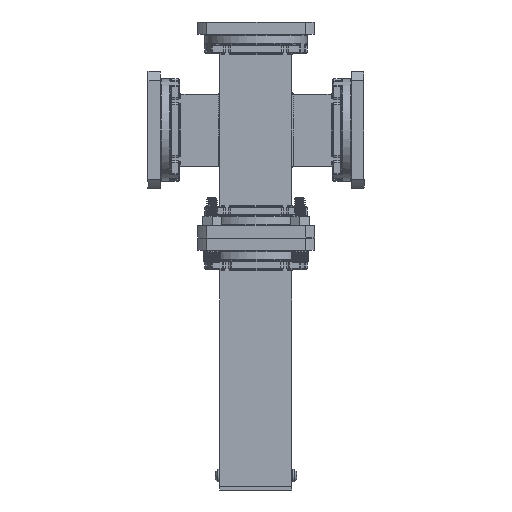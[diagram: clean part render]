
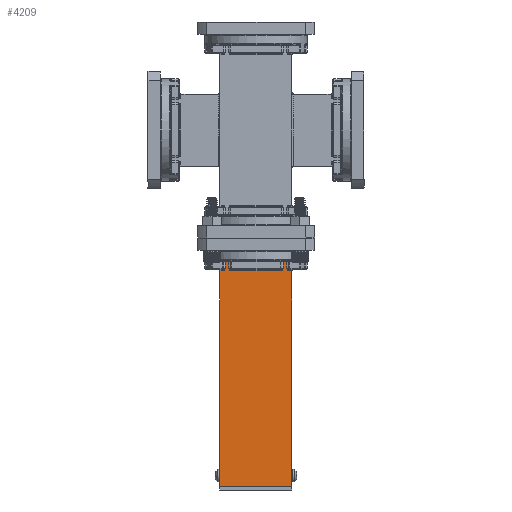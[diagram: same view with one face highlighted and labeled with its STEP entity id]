
A CAD part, front view. The second image highlights one B-rep face of the part: STEP entity #4209.
In plain terms, the highlighted planar face has unit normal (0, -1, 0).
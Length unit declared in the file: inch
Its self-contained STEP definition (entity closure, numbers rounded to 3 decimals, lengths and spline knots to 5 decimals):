
#248 = VERTEX_POINT ( 'NONE', #65691 ) ;
#551 = ORIENTED_EDGE ( 'NONE', *, *, #11686, .T. ) ;
#1426 = EDGE_CURVE ( 'NONE', #57490, #69820, #35569, .T. ) ;
#2348 = CARTESIAN_POINT ( 'NONE',  ( 0.37625, -0.25, -1.8125 ) ) ;
#2581 = EDGE_CURVE ( 'NONE', #67598, #248, #68135, .T. ) ;
#3034 = CIRCLE ( 'NONE', #64789, 0.04 ) ;
#3250 = AXIS2_PLACEMENT_3D ( 'NONE', #49868, #42345, #79170 ) ;
#3431 = VERTEX_POINT ( 'NONE', #72086 ) ;
#4066 = DIRECTION ( 'NONE',  ( 0., 0., 1. ) ) ;
#4209 = ADVANCED_FACE ( 'NONE', ( #77287 ), #64525, .F. ) ;
#4637 = CARTESIAN_POINT ( 'NONE',  ( 0.37625, -0.25, -1.8325 ) ) ;
#5812 = DIRECTION ( 'NONE',  ( 1., 0., 0. ) ) ;
#7111 = CARTESIAN_POINT ( 'NONE',  ( 0.33625, -0.25, -1.9575 ) ) ;
#7568 = VERTEX_POINT ( 'NONE', #50666 ) ;
#8053 = CARTESIAN_POINT ( 'NONE',  ( -0.37625, -0.25, -1.9375 ) ) ;
#9419 = CIRCLE ( 'NONE', #30513, 0.04 ) ;
#9798 = EDGE_CURVE ( 'NONE', #75399, #19287, #41248, .T. ) ;
#9841 = CARTESIAN_POINT ( 'NONE',  ( -0.37625, -0.25, -1.9175 ) ) ;
#11686 = EDGE_CURVE ( 'NONE', #16377, #20552, #67089, .T. ) ;
#11696 = DIRECTION ( 'NONE',  ( 0., 0., 1. ) ) ;
#11707 = DIRECTION ( 'NONE',  ( 0., 0., 1. ) ) ;
#12885 = VECTOR ( 'NONE', #60776, 39.37008 ) ;
#15282 = LINE ( 'NONE', #72447, #17153 ) ;
#16377 = VERTEX_POINT ( 'NONE', #22372 ) ;
#17140 = CARTESIAN_POINT ( 'NONE',  ( -0.43, -0.25, -1.8125 ) ) ;
#17153 = VECTOR ( 'NONE', #65831, 39.37008 ) ;
#17224 = VECTOR ( 'NONE', #45558, 39.37008 ) ;
#17575 = VECTOR ( 'NONE', #61521, 39.37008 ) ;
#18167 = ORIENTED_EDGE ( 'NONE', *, *, #86577, .F. ) ;
#18252 = CARTESIAN_POINT ( 'NONE',  ( 0.43, -0.25, -1.9375 ) ) ;
#18416 = ORIENTED_EDGE ( 'NONE', *, *, #77419, .F. ) ;
#18945 = VERTEX_POINT ( 'NONE', #21994 ) ;
#19007 = CARTESIAN_POINT ( 'NONE',  ( 0.45, -0.25, -1.8325 ) ) ;
#19251 = CARTESIAN_POINT ( 'NONE',  ( -0.43, -0.25, -1.9175 ) ) ;
#19287 = VERTEX_POINT ( 'NONE', #80387 ) ;
#20316 = EDGE_CURVE ( 'NONE', #18945, #54724, #81939, .T. ) ;
#20552 = VERTEX_POINT ( 'NONE', #79478 ) ;
#21994 = CARTESIAN_POINT ( 'NONE',  ( -0.5, -0.25, -1.9575 ) ) ;
#22372 = CARTESIAN_POINT ( 'NONE',  ( 0.47, -0.25, -1.9575 ) ) ;
#23342 = VECTOR ( 'NONE', #26204, 39.37008 ) ;
#23626 = ORIENTED_EDGE ( 'NONE', *, *, #9798, .F. ) ;
#25267 = CARTESIAN_POINT ( 'NONE',  ( 0.35625, -0.25, -1.9575 ) ) ;
#25872 = DIRECTION ( 'NONE',  ( 0., 1., 0. ) ) ;
#25939 = DIRECTION ( 'NONE',  ( 0., 0., 1. ) ) ;
#26204 = DIRECTION ( 'NONE',  ( 1., 0., 0. ) ) ;
#26969 = ORIENTED_EDGE ( 'NONE', *, *, #1426, .F. ) ;
#28851 = LINE ( 'NONE', #8053, #69652 ) ;
#29057 = EDGE_CURVE ( 'NONE', #57490, #3431, #55469, .T. ) ;
#29533 = EDGE_CURVE ( 'NONE', #74024, #33496, #56641, .T. ) ;
#30513 = AXIS2_PLACEMENT_3D ( 'NONE', #74554, #53778, #67497 ) ;
#31835 = CARTESIAN_POINT ( 'NONE',  ( 0.5, -0.25, -4.95 ) ) ;
#33028 = CARTESIAN_POINT ( 'NONE',  ( 0.47, -0.25, -1.9175 ) ) ;
#33496 = VERTEX_POINT ( 'NONE', #7111 ) ;
#33511 = CIRCLE ( 'NONE', #63614, 0.04 ) ;
#33932 = VECTOR ( 'NONE', #5812, 39.37008 ) ;
#34217 = LINE ( 'NONE', #47442, #23342 ) ;
#34896 = CARTESIAN_POINT ( 'NONE',  ( -0.5, -0.25, -4.95 ) ) ;
#35569 = LINE ( 'NONE', #36455, #43123 ) ;
#36455 = CARTESIAN_POINT ( 'NONE',  ( 0.5, -0.25, -4.95 ) ) ;
#38206 = EDGE_CURVE ( 'NONE', #55313, #75399, #38878, .T. ) ;
#38553 = EDGE_CURVE ( 'NONE', #74024, #43335, #3034, .T. ) ;
#38878 = LINE ( 'NONE', #17140, #82816 ) ;
#41248 = LINE ( 'NONE', #62499, #33932 ) ;
#42345 = DIRECTION ( 'NONE',  ( 0., 1., 0. ) ) ;
#42373 = VECTOR ( 'NONE', #4066, 39.37008 ) ;
#43123 = VECTOR ( 'NONE', #65729, 39.37008 ) ;
#43335 = VERTEX_POINT ( 'NONE', #9841 ) ;
#43490 = CARTESIAN_POINT ( 'NONE',  ( -0.33625, -0.25, -1.9175 ) ) ;
#44887 = DIRECTION ( 'NONE',  ( 0., 0., 1. ) ) ;
#45558 = DIRECTION ( 'NONE',  ( 1., 0., 0. ) ) ;
#46690 = ORIENTED_EDGE ( 'NONE', *, *, #88399, .F. ) ;
#47442 = CARTESIAN_POINT ( 'NONE',  ( 0.35625, -0.25, -1.9575 ) ) ;
#49868 = CARTESIAN_POINT ( 'NONE',  ( 0.5, -0.25, -5. ) ) ;
#50666 = CARTESIAN_POINT ( 'NONE',  ( 0.37625, -0.25, -1.9175 ) ) ;
#51960 = EDGE_CURVE ( 'NONE', #7568, #33496, #9419, .T. ) ;
#52379 = ORIENTED_EDGE ( 'NONE', *, *, #29057, .T. ) ;
#53778 = DIRECTION ( 'NONE',  ( 0., 1., 0. ) ) ;
#54547 = CARTESIAN_POINT ( 'NONE',  ( 0.5, -0.25, -5. ) ) ;
#54724 = VERTEX_POINT ( 'NONE', #89028 ) ;
#55313 = VERTEX_POINT ( 'NONE', #19251 ) ;
#55469 = LINE ( 'NONE', #54547, #42373 ) ;
#55611 = EDGE_LOOP ( 'NONE', ( #68311, #75200, #26969, #52379, #64453, #551, #18167, #82695, #46690, #90123, #82746, #61087, #18416, #23626, #73587, #58069 ) ) ;
#56094 = EDGE_CURVE ( 'NONE', #69820, #18945, #15282, .T. ) ;
#56641 = LINE ( 'NONE', #64191, #62004 ) ;
#57490 = VERTEX_POINT ( 'NONE', #31835 ) ;
#58069 = ORIENTED_EDGE ( 'NONE', *, *, #66512, .T. ) ;
#60776 = DIRECTION ( 'NONE',  ( 0., 0., -1. ) ) ;
#61070 = DIRECTION ( 'NONE',  ( 0., 0., 1. ) ) ;
#61087 = ORIENTED_EDGE ( 'NONE', *, *, #38553, .T. ) ;
#61521 = DIRECTION ( 'NONE',  ( 1., 0., 0. ) ) ;
#61761 = LINE ( 'NONE', #2348, #83986 ) ;
#61817 = DIRECTION ( 'NONE',  ( 0., 1., 0. ) ) ;
#62004 = VECTOR ( 'NONE', #84955, 39.37008 ) ;
#62499 = CARTESIAN_POINT ( 'NONE',  ( -0.35625, -0.25, -1.8325 ) ) ;
#63614 = AXIS2_PLACEMENT_3D ( 'NONE', #82998, #25872, #11696 ) ;
#64191 = CARTESIAN_POINT ( 'NONE',  ( 0.35625, -0.25, -1.9575 ) ) ;
#64453 = ORIENTED_EDGE ( 'NONE', *, *, #70449, .F. ) ;
#64525 = PLANE ( 'NONE',  #3250 ) ;
#64789 = AXIS2_PLACEMENT_3D ( 'NONE', #43490, #74639, #44887 ) ;
#65691 = CARTESIAN_POINT ( 'NONE',  ( 0.43, -0.25, -1.8325 ) ) ;
#65729 = DIRECTION ( 'NONE',  ( -1., 0., 0. ) ) ;
#65831 = DIRECTION ( 'NONE',  ( 0., 0., 1. ) ) ;
#66512 = EDGE_CURVE ( 'NONE', #55313, #54724, #33511, .T. ) ;
#67089 = CIRCLE ( 'NONE', #82182, 0.04 ) ;
#67497 = DIRECTION ( 'NONE',  ( 0., 0., 1. ) ) ;
#67598 = VERTEX_POINT ( 'NONE', #4637 ) ;
#68135 = LINE ( 'NONE', #19007, #17575 ) ;
#68311 = ORIENTED_EDGE ( 'NONE', *, *, #20316, .F. ) ;
#69652 = VECTOR ( 'NONE', #78414, 39.37008 ) ;
#69820 = VERTEX_POINT ( 'NONE', #34896 ) ;
#70449 = EDGE_CURVE ( 'NONE', #16377, #3431, #34217, .T. ) ;
#72086 = CARTESIAN_POINT ( 'NONE',  ( 0.5, -0.25, -1.9575 ) ) ;
#72447 = CARTESIAN_POINT ( 'NONE',  ( -0.5, -0.25, -5. ) ) ;
#73587 = ORIENTED_EDGE ( 'NONE', *, *, #38206, .F. ) ;
#74024 = VERTEX_POINT ( 'NONE', #88604 ) ;
#74554 = CARTESIAN_POINT ( 'NONE',  ( 0.33625, -0.25, -1.9175 ) ) ;
#74639 = DIRECTION ( 'NONE',  ( 0., 1., 0. ) ) ;
#75200 = ORIENTED_EDGE ( 'NONE', *, *, #56094, .F. ) ;
#75399 = VERTEX_POINT ( 'NONE', #80021 ) ;
#77287 = FACE_OUTER_BOUND ( 'NONE', #55611, .T. ) ;
#77419 = EDGE_CURVE ( 'NONE', #19287, #43335, #28851, .T. ) ;
#78414 = DIRECTION ( 'NONE',  ( 0., 0., -1. ) ) ;
#79170 = DIRECTION ( 'NONE',  ( 1., 0., 0. ) ) ;
#79478 = CARTESIAN_POINT ( 'NONE',  ( 0.43, -0.25, -1.9175 ) ) ;
#80021 = CARTESIAN_POINT ( 'NONE',  ( -0.43, -0.25, -1.8325 ) ) ;
#80387 = CARTESIAN_POINT ( 'NONE',  ( -0.37625, -0.25, -1.8325 ) ) ;
#81939 = LINE ( 'NONE', #25267, #17224 ) ;
#82182 = AXIS2_PLACEMENT_3D ( 'NONE', #33028, #61817, #25939 ) ;
#82695 = ORIENTED_EDGE ( 'NONE', *, *, #2581, .F. ) ;
#82746 = ORIENTED_EDGE ( 'NONE', *, *, #29533, .F. ) ;
#82816 = VECTOR ( 'NONE', #61070, 39.37008 ) ;
#82998 = CARTESIAN_POINT ( 'NONE',  ( -0.47, -0.25, -1.9175 ) ) ;
#83986 = VECTOR ( 'NONE', #11707, 39.37008 ) ;
#84955 = DIRECTION ( 'NONE',  ( 1., 0., 0. ) ) ;
#86577 = EDGE_CURVE ( 'NONE', #248, #20552, #90005, .T. ) ;
#88399 = EDGE_CURVE ( 'NONE', #7568, #67598, #61761, .T. ) ;
#88604 = CARTESIAN_POINT ( 'NONE',  ( -0.33625, -0.25, -1.9575 ) ) ;
#89028 = CARTESIAN_POINT ( 'NONE',  ( -0.47, -0.25, -1.9575 ) ) ;
#90005 = LINE ( 'NONE', #18252, #12885 ) ;
#90123 = ORIENTED_EDGE ( 'NONE', *, *, #51960, .T. ) ;
